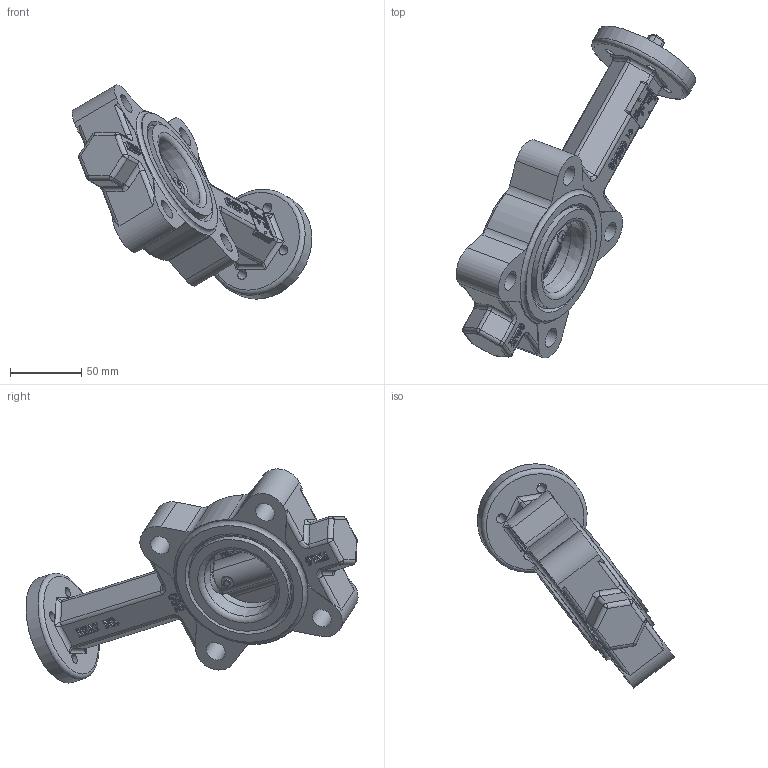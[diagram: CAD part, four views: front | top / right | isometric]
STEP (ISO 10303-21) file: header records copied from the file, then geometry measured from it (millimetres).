
FILE_DESCRIPTION(/* description */ (''),/* implementation_level */ '2;1');
FILE_NAME(/* name */ 'DN50 LUG.stp',/* time_stamp */ '2019-09-11T12:21:51+02:00',/* author */ ('A8711351'),/* organization */ (''),/* preprocessor_version */ 'ST-DEVELOPER v18',/* originating_system */ 'Autodesk Inventor 2020',/* authorisation */ '');
FILE_SCHEMA (('AUTOMOTIVE_DESIGN { 1 0 10303 214 3 1 1 }'));
Products named in the file (8): DN50 LUG; 2.SEAT; 3.DISC; 4.SHAFT; 7.BUSHING; 5.PIN; 8.NAME PLATE; 1.BODY L
Assembly tree (7 placements, depth 2):
  DN50 LUG
    2.SEAT
    3.DISC
    4.SHAFT
    7.BUSHING
    5.PIN
    8.NAME PLATE
    1.BODY L
Bounding box: 168.14 x 232.82 x 150.24 mm (x, y, z)
Volume: 572136.4 mm3; surface area: 123288.4 mm2
Topology: 7 solids, 7 shells, 1216 faces, 4567 edges, 3525 vertices
Faces by surface type: plane 704, bspline 353, cylinder 122, cone 15, torus 14, sphere 8
Full cylindrical faces by diameter (mm): 7 x4, 12.6 x1, 12.7 x2, 14 x4, 17.45 x3, 35 x1, 73.3 x2, 76.3 x2, 77 x1, 93.3 x2
Entity records: 74235 total; most frequent: CARTESIAN_POINT 37651, ORIENTED_EDGE 9116, DIRECTION 5206, EDGE_CURVE 4558, VERTEX_POINT 3525, LINE 2792, VECTOR 2792, B_SPLINE_CURVE_WITH_KNOTS 1434
